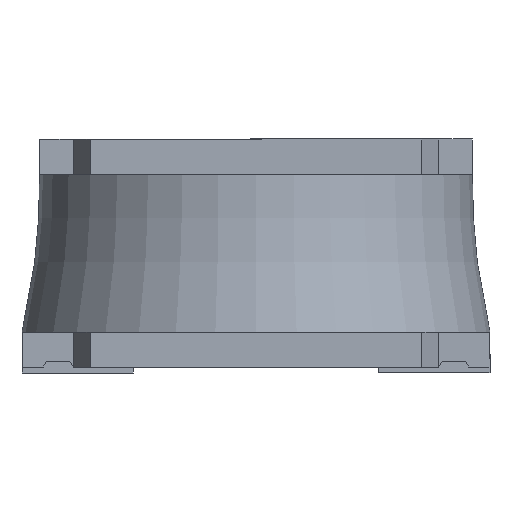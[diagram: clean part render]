
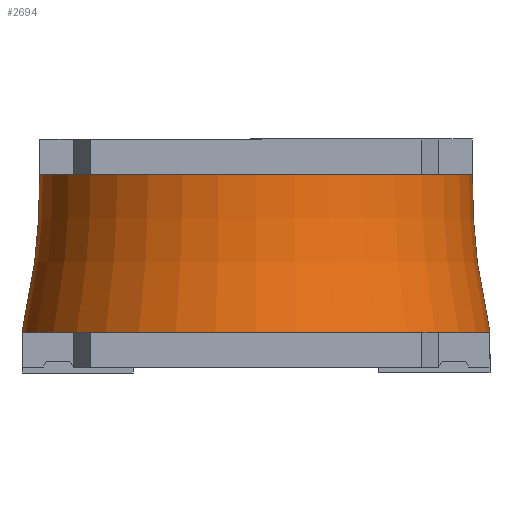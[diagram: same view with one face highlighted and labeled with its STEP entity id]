
A CAD part, front view. The second image highlights one B-rep face of the part: STEP entity #2694.
In plain terms, the highlighted toroidal (fillet/blend) face has major radius 7.349 mm and minor radius 5.5 mm.
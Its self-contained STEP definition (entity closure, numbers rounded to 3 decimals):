
#714=TOROIDAL_SURFACE('',#3936,7.35,5.5);
#749=ORIENTED_EDGE('',*,*,#1511,.F.);
#750=ORIENTED_EDGE('',*,*,#1509,.T.);
#1509=EDGE_CURVE('',#1894,#1894,#2154,.T.);
#1511=EDGE_CURVE('',#1896,#1896,#2156,.T.);
#1894=VERTEX_POINT('',#4819);
#1896=VERTEX_POINT('',#4824);
#2154=CIRCLE('',#3934,1.85);
#2156=CIRCLE('',#3937,2.);
#2198=EDGE_LOOP('',(#749));
#2199=EDGE_LOOP('',(#750));
#2385=FACE_BOUND('',#2198,.T.);
#2386=FACE_BOUND('',#2199,.T.);
#2694=ADVANCED_FACE('',(#2385,#2386),#714,.F.);
#3934=AXIS2_PLACEMENT_3D('',#4818,#4138,#4139);
#3936=AXIS2_PLACEMENT_3D('',#4822,#4142,#4143);
#3937=AXIS2_PLACEMENT_3D('',#4823,#4144,#4145);
#4138=DIRECTION('',(0.,0.,-1.));
#4139=DIRECTION('',(0.,-1.,0.));
#4142=DIRECTION('',(0.,0.,-1.));
#4143=DIRECTION('',(0.,-1.,0.));
#4144=DIRECTION('',(0.,0.,-1.));
#4145=DIRECTION('',(0.,-1.,0.));
#4818=CARTESIAN_POINT('',(0.,0.,0.675));
#4819=CARTESIAN_POINT('',(0.,-1.85,0.675));
#4822=CARTESIAN_POINT('',(0.,0.,0.603));
#4823=CARTESIAN_POINT('',(0.,0.,-0.675));
#4824=CARTESIAN_POINT('',(0.,-2.,-0.675));
